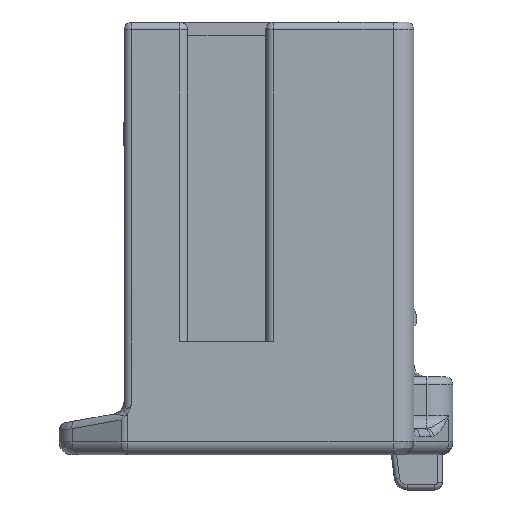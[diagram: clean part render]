
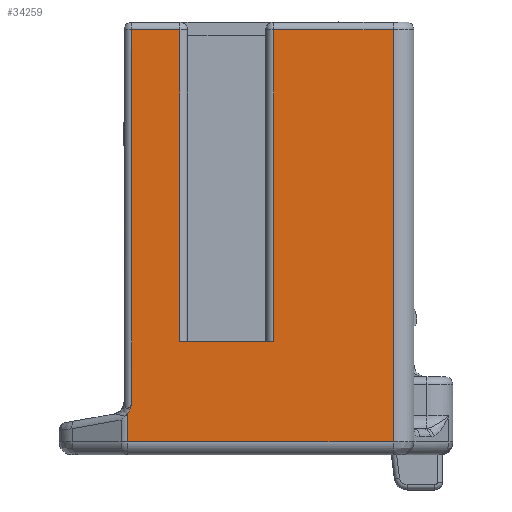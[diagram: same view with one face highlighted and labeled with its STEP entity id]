
A CAD part, left-side view. The second image highlights one B-rep face of the part: STEP entity #34259.
In plain terms, the highlighted planar face has unit normal (-1, 0, 0).
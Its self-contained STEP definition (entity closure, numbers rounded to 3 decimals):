
#8156=DIRECTION('',(0.,1.,0.));
#8157=VECTOR('',#8156,3.6);
#8158=CARTESIAN_POINT('',(-2.35,0.65,-12.3));
#8159=LINE('',#8158,#8157);
#8241=DIRECTION('',(0.,1.,0.));
#8242=VECTOR('',#8241,4.6);
#8243=CARTESIAN_POINT('',(-2.35,-3.95,-0.3));
#8244=LINE('',#8243,#8242);
#8245=DIRECTION('',(0.,-1.,0.));
#8246=VECTOR('',#8245,1.85);
#8247=CARTESIAN_POINT('',(-2.35,6.1,-0.3));
#8248=LINE('',#8247,#8246);
#8249=DIRECTION('',(0.,0.,1.));
#8250=VECTOR('',#8249,12.);
#8251=CARTESIAN_POINT('',(-2.35,4.25,-12.3));
#8252=LINE('',#8251,#8250);
#8253=DIRECTION('',(0.,0.,-1.));
#8254=VECTOR('',#8253,12.);
#8255=CARTESIAN_POINT('',(-2.35,0.65,-0.3));
#8256=LINE('',#8255,#8254);
#8257=DIRECTION('',(0.,-1.,0.));
#8258=VECTOR('',#8257,10.216);
#8259=CARTESIAN_POINT('',(-2.35,6.266,-16.15));
#8260=LINE('',#8259,#8258);
#8275=DIRECTION('',(0.,0.,-1.));
#8276=VECTOR('',#8275,15.85);
#8277=CARTESIAN_POINT('',(-2.35,-3.95,-0.3));
#8278=LINE('',#8277,#8276);
#11423=CARTESIAN_POINT('',(-2.35,6.1,
-14.655));
#11424=CARTESIAN_POINT('',(-2.35,6.105,
-14.672));
#11425=CARTESIAN_POINT('',(-2.35,6.114,
-14.706));
#11426=CARTESIAN_POINT('',(-2.35,6.128,
-14.758));
#11427=CARTESIAN_POINT('',(-2.35,6.143,
-14.808));
#11428=CARTESIAN_POINT('',(-2.35,6.159,
-14.859));
#11429=CARTESIAN_POINT('',(-2.35,6.178,
-14.908));
#11430=CARTESIAN_POINT('',(-2.35,6.199,
-14.958));
#11431=CARTESIAN_POINT('',(-2.35,6.227,
-15.01));
#11432=CARTESIAN_POINT('',(-2.35,6.252,-15.047));
#11433=CARTESIAN_POINT('',(-2.35,6.266,-15.065));
#11455=CARTESIAN_POINT('',(-2.35,6.1,
-14.655));
#11462=DIRECTION('',(0.,0.,-1.));
#11463=VECTOR('',#11462,14.355);
#11464=CARTESIAN_POINT('',(-2.35,6.1,-0.3));
#11465=LINE('',#11464,#11463);
#11506=DIRECTION('',(0.,0.,-1.));
#11507=VECTOR('',#11506,1.085);
#11508=CARTESIAN_POINT('',(-2.35,6.266,-15.065));
#11509=LINE('',#11508,#11507);
#18625=CARTESIAN_POINT('',(-2.35,4.25,-12.3));
#18627=VERTEX_POINT('',#18625);
#18628=CARTESIAN_POINT('',(-2.35,0.65,-12.3));
#18630=VERTEX_POINT('',#18628);
#18799=VERTEX_POINT('',#11455);
#18809=VERTEX_POINT('',#11433);
#19277=CARTESIAN_POINT('',(-2.35,6.266,-16.15));
#19278=VERTEX_POINT('',#19277);
#19346=CARTESIAN_POINT('',(-2.35,4.25,-0.3));
#19347=VERTEX_POINT('',#19346);
#19350=CARTESIAN_POINT('',(-2.35,6.1,-0.3));
#19351=VERTEX_POINT('',#19350);
#19378=CARTESIAN_POINT('',(-2.35,0.65,-0.3));
#19379=VERTEX_POINT('',#19378);
#19526=CARTESIAN_POINT('',(-2.35,-3.95,-0.3));
#19528=VERTEX_POINT('',#19526);
#19580=CARTESIAN_POINT('',(-2.35,-3.95,-16.15));
#19581=VERTEX_POINT('',#19580);
#34235=CARTESIAN_POINT('',(-2.35,-2.05,-16.65));
#34236=DIRECTION('',(-1.,0.,0.));
#34237=DIRECTION('',(0.,1.,0.));
#34238=AXIS2_PLACEMENT_3D('',#34235,#34236,#34237);
#34239=PLANE('',#34238);
#34241=ORIENTED_EDGE('',*,*,#34240,.F.);
#34243=ORIENTED_EDGE('',*,*,#34242,.F.);
#34245=ORIENTED_EDGE('',*,*,#34244,.F.);
#34247=ORIENTED_EDGE('',*,*,#34246,.F.);
#34249=ORIENTED_EDGE('',*,*,#34248,.T.);
#34251=ORIENTED_EDGE('',*,*,#34250,.F.);
#34252=ORIENTED_EDGE('',*,*,#34123,.F.);
#34253=ORIENTED_EDGE('',*,*,#34190,.F.);
#34254=ORIENTED_EDGE('',*,*,#34229,.F.);
#34256=ORIENTED_EDGE('',*,*,#34255,.T.);
#34257=EDGE_LOOP('',(#34241,#34243,#34245,#34247,#34249,#34251,#34252,#34253,
#34254,#34256));
#34258=FACE_OUTER_BOUND('',#34257,.F.);
#34259=ADVANCED_FACE('',(#34258),#34239,.T.);
#11434=B_SPLINE_CURVE_WITH_KNOTS('',3,(#11423,#11424,#11425,#11426,#11427,
#11428,#11429,#11430,#11431,#11432,#11433),.UNSPECIFIED.,.F.,.F.,(4,1,1,1,1,1,1,
1,4),(0.,0.125,0.25,0.375,0.5,0.625,0.75,0.875,1.),
.UNSPECIFIED.);
#34123=EDGE_CURVE('',#18630,#18627,#8159,.T.);
#34190=EDGE_CURVE('',#19379,#18630,#8256,.T.);
#34229=EDGE_CURVE('',#19528,#19379,#8244,.T.);
#34240=EDGE_CURVE('',#19278,#19581,#8260,.T.);
#34242=EDGE_CURVE('',#18809,#19278,#11509,.T.);
#34244=EDGE_CURVE('',#18799,#18809,#11434,.T.);
#34246=EDGE_CURVE('',#19351,#18799,#11465,.T.);
#34248=EDGE_CURVE('',#19351,#19347,#8248,.T.);
#34250=EDGE_CURVE('',#18627,#19347,#8252,.T.);
#34255=EDGE_CURVE('',#19528,#19581,#8278,.T.);
